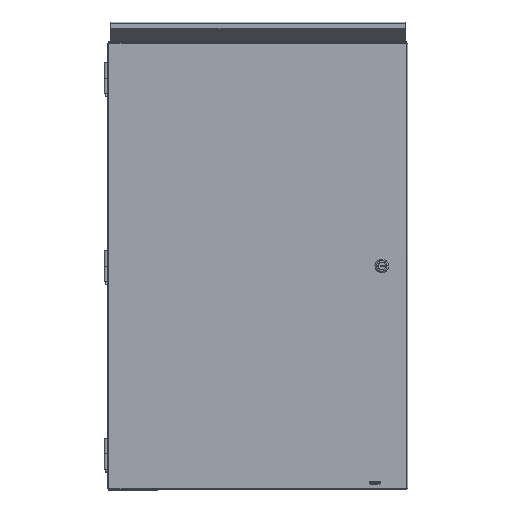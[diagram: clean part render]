
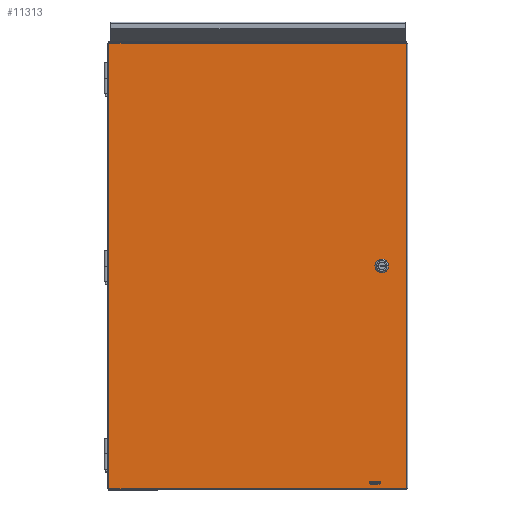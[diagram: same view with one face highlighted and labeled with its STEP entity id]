
A CAD part, top view. The second image highlights one B-rep face of the part: STEP entity #11313.
In plain terms, the highlighted planar face has unit normal (0, 0, 1).
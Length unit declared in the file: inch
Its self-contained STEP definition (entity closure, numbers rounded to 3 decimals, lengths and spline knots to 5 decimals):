
#518=FACE_BOUND($,#1835,.T.);
#519=FACE_BOUND($,#1836,.T.);
#520=FACE_BOUND($,#1837,.T.);
#698=PLANE($,#12086);
#1835=EDGE_LOOP($,(#8167,#8168,#8169,#8170));
#1836=EDGE_LOOP($,(#8171,#8172,#8173,#8174,#8175,#8176,#8177,#8178));
#1837=EDGE_LOOP($,(#8179,#8180,#8181,#8182));
#2626=LINE($,#17452,#3598);
#2630=LINE($,#17463,#3602);
#2635=LINE($,#17478,#3607);
#2639=LINE($,#17490,#3611);
#2643=LINE($,#17502,#3615);
#2647=LINE($,#17512,#3619);
#2649=LINE($,#17526,#3621);
#2665=LINE($,#17628,#3637);
#2680=LINE($,#17728,#3652);
#2695=LINE($,#17827,#3667);
#3598=VECTOR($,#13515,0.625);
#3602=VECTOR($,#13527,0.625);
#3607=VECTOR($,#13540,0.42712);
#3611=VECTOR($,#13552,0.42712);
#3615=VECTOR($,#13564,0.42712);
#3619=VECTOR($,#13576,0.42712);
#3621=VECTOR($,#13580,24.1645);
#3637=VECTOR($,#13610,36.1645);
#3652=VECTOR($,#13639,24.1645);
#3667=VECTOR($,#13668,36.1645);
#4468=CIRCLE($,#12034,0.125);
#4470=CIRCLE($,#12038,0.125);
#4473=CIRCLE($,#12043,0.453);
#4475=CIRCLE($,#12047,0.453);
#4477=CIRCLE($,#12051,0.453);
#4479=CIRCLE($,#12055,0.453);
#5025=VERTEX_POINT($,#17442);
#5026=VERTEX_POINT($,#17443);
#5029=VERTEX_POINT($,#17451);
#5031=VERTEX_POINT($,#17457);
#5035=VERTEX_POINT($,#17469);
#5036=VERTEX_POINT($,#17471);
#5038=VERTEX_POINT($,#17477);
#5040=VERTEX_POINT($,#17483);
#5042=VERTEX_POINT($,#17489);
#5044=VERTEX_POINT($,#17495);
#5046=VERTEX_POINT($,#17501);
#5048=VERTEX_POINT($,#17507);
#5051=VERTEX_POINT($,#17517);
#5052=VERTEX_POINT($,#17525);
#5063=VERTEX_POINT($,#17627);
#5073=VERTEX_POINT($,#17727);
#6137=EDGE_CURVE($,#5025,#5026,#4468,.T.);
#6141=EDGE_CURVE($,#5029,#5025,#2626,.T.);
#6144=EDGE_CURVE($,#5031,#5029,#4470,.T.);
#6147=EDGE_CURVE($,#5026,#5031,#2630,.T.);
#6151=EDGE_CURVE($,#5036,#5035,#4473,.T.);
#6154=EDGE_CURVE($,#5038,#5036,#2635,.T.);
#6157=EDGE_CURVE($,#5040,#5038,#4475,.T.);
#6160=EDGE_CURVE($,#5042,#5040,#2639,.T.);
#6163=EDGE_CURVE($,#5044,#5042,#4477,.T.);
#6166=EDGE_CURVE($,#5046,#5044,#2643,.T.);
#6169=EDGE_CURVE($,#5048,#5046,#4479,.T.);
#6172=EDGE_CURVE($,#5035,#5048,#2647,.T.);
#6175=EDGE_CURVE($,#5052,#5051,#2649,.T.);
#6195=EDGE_CURVE($,#5063,#5052,#2665,.T.);
#6214=EDGE_CURVE($,#5073,#5063,#2680,.T.);
#6233=EDGE_CURVE($,#5051,#5073,#2695,.T.);
#8167=ORIENTED_EDGE($,*,*,#6137,.T.);
#8168=ORIENTED_EDGE($,*,*,#6147,.T.);
#8169=ORIENTED_EDGE($,*,*,#6144,.T.);
#8170=ORIENTED_EDGE($,*,*,#6141,.T.);
#8171=ORIENTED_EDGE($,*,*,#6151,.T.);
#8172=ORIENTED_EDGE($,*,*,#6172,.T.);
#8173=ORIENTED_EDGE($,*,*,#6169,.T.);
#8174=ORIENTED_EDGE($,*,*,#6166,.T.);
#8175=ORIENTED_EDGE($,*,*,#6163,.T.);
#8176=ORIENTED_EDGE($,*,*,#6160,.T.);
#8177=ORIENTED_EDGE($,*,*,#6157,.T.);
#8178=ORIENTED_EDGE($,*,*,#6154,.T.);
#8179=ORIENTED_EDGE($,*,*,#6175,.T.);
#8180=ORIENTED_EDGE($,*,*,#6233,.T.);
#8181=ORIENTED_EDGE($,*,*,#6214,.T.);
#8182=ORIENTED_EDGE($,*,*,#6195,.T.);
#11313=ADVANCED_FACE($,(#518,#519,#520),#698,.T.);
#12034=AXIS2_PLACEMENT_3D($,#17444,#13507,#13508);
#12038=AXIS2_PLACEMENT_3D($,#17458,#13520,#13521);
#12043=AXIS2_PLACEMENT_3D($,#17472,#13534,#13535);
#12047=AXIS2_PLACEMENT_3D($,#17484,#13546,#13547);
#12051=AXIS2_PLACEMENT_3D($,#17496,#13558,#13559);
#12055=AXIS2_PLACEMENT_3D($,#17508,#13570,#13571);
#12086=AXIS2_PLACEMENT_3D($,#17914,#13695,#13696);
#13507=DIRECTION('center_axis',(0.,0.,-1.));
#13508=DIRECTION('ref_axis',(0.,-1.,0.));
#13515=DIRECTION($,(1.,0.,0.));
#13520=DIRECTION('center_axis',(0.,0.,-1.));
#13521=DIRECTION('ref_axis',(0.,1.,0.));
#13527=DIRECTION($,(-1.,0.,0.));
#13534=DIRECTION('center_axis',(0.,0.,-1.));
#13535=DIRECTION('ref_axis',(0.882,0.471,0.));
#13540=DIRECTION($,(1.,0.,0.));
#13546=DIRECTION('center_axis',(0.,0.,-1.));
#13547=DIRECTION('ref_axis',(-0.471,0.882,0.));
#13552=DIRECTION($,(0.,1.,0.));
#13558=DIRECTION('center_axis',(0.,0.,-1.));
#13559=DIRECTION('ref_axis',(-0.882,-0.471,0.));
#13564=DIRECTION($,(-1.,0.,0.));
#13570=DIRECTION('center_axis',(0.,0.,-1.));
#13571=DIRECTION('ref_axis',(0.471,-0.882,0.));
#13576=DIRECTION($,(0.,-1.,0.));
#13580=DIRECTION($,(1.,0.,0.));
#13610=DIRECTION($,(0.,-1.,0.));
#13639=DIRECTION($,(-1.,0.,0.));
#13668=DIRECTION($,(0.,1.,0.));
#13695=DIRECTION('center_axis',(0.,0.,1.));
#13696=DIRECTION('ref_axis',(1.,0.,0.));
#17442=CARTESIAN_POINT('',(9.84375,-17.46875,0.074));
#17443=CARTESIAN_POINT('',(9.84375,-17.71875,0.074));
#17444=CARTESIAN_POINT('Origin',(9.84375,-17.59375,0.074));
#17451=CARTESIAN_POINT('',(9.21875,-17.46875,0.074));
#17452=CARTESIAN_POINT($,(4.60938,-17.46875,0.074));
#17457=CARTESIAN_POINT('',(9.21875,-17.71875,0.074));
#17458=CARTESIAN_POINT('Origin',(9.21875,-17.59375,0.074));
#17463=CARTESIAN_POINT($,(4.92188,-17.71875,0.074));
#17469=CARTESIAN_POINT('',(10.462,0.21356,0.074));
#17471=CARTESIAN_POINT('',(10.27612,0.3995,0.074));
#17472=CARTESIAN_POINT('Origin',(10.06248,0.00005,
0.074));
#17477=CARTESIAN_POINT('',(9.849,0.3995,0.074));
#17478=CARTESIAN_POINT($,(5.13806,0.3995,0.074));
#17483=CARTESIAN_POINT('',(9.663,0.21356,0.074));
#17484=CARTESIAN_POINT('Origin',(10.06248,-0.00005,
0.074));
#17489=CARTESIAN_POINT('',(9.663,-0.21356,0.074));
#17490=CARTESIAN_POINT($,(9.663,0.10678,0.074));
#17495=CARTESIAN_POINT('',(9.84894,-0.3995,0.074));
#17496=CARTESIAN_POINT('Origin',(10.0625,0.,
0.074));
#17501=CARTESIAN_POINT('',(10.27606,-0.3995,0.074));
#17502=CARTESIAN_POINT($,(4.92447,-0.3995,0.074));
#17507=CARTESIAN_POINT('',(10.462,-0.21356,0.074));
#17508=CARTESIAN_POINT('Origin',(10.0625,0.,0.074));
#17512=CARTESIAN_POINT($,(10.462,-0.10678,0.074));
#17517=CARTESIAN_POINT('',(12.08225,-18.08225,0.074));
#17525=CARTESIAN_POINT('',(-12.08225,-18.08225,0.074));
#17526=CARTESIAN_POINT($,(-6.04113,-18.08225,0.074));
#17627=CARTESIAN_POINT('',(-12.08225,18.08225,0.074));
#17628=CARTESIAN_POINT($,(-12.08225,9.04113,0.074));
#17727=CARTESIAN_POINT('',(12.08225,18.08225,0.074));
#17728=CARTESIAN_POINT($,(6.04113,18.08225,0.074));
#17827=CARTESIAN_POINT($,(12.08225,-9.04113,0.074));
#17914=CARTESIAN_POINT('Origin',(0.,0.,0.074));
